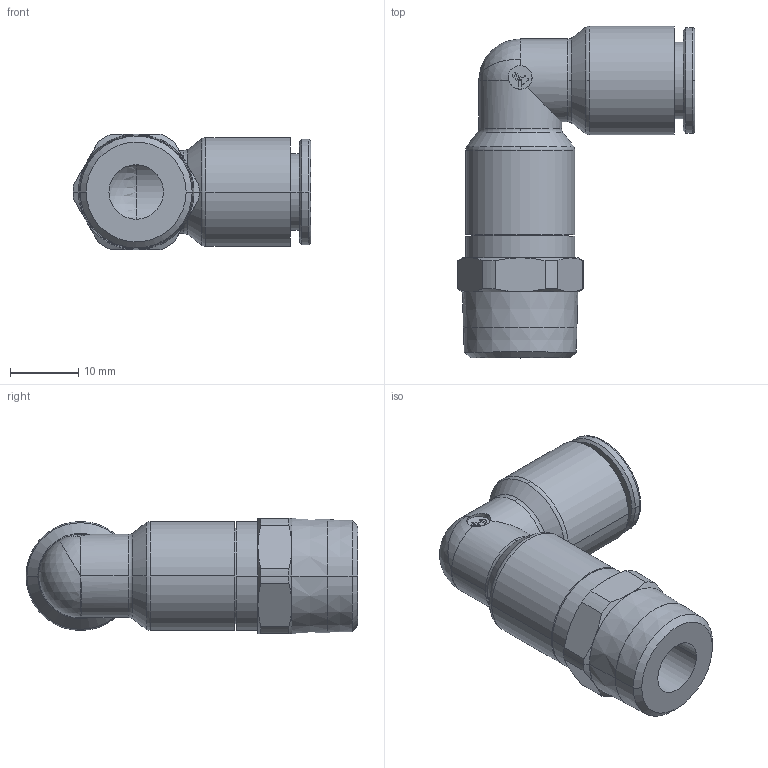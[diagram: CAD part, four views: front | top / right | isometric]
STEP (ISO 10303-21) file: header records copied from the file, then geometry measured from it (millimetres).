
FILE_DESCRIPTION(('STEP AP214'),'1');
FILE_NAME('3129_10_17.stp','2016-07-07T14:15:28',('TraceParts'),('TraceParts S.A.'),'Spatial InterOp 3D',' ',' ');
FILE_SCHEMA(('automotive_design'));
Length unit declared in the file: millimetre
Products named in the file (1): 1
Bounding box: 34.9 x 48.75 x 17 mm (x, y, z)
Volume: 7116.2 mm3; surface area: 5869.2 mm2
Topology: 1 solids, 1 shells, 118 faces, 298 edges, 188 vertices
Faces by surface type: cylinder 38, plane 35, cone 28, torus 10, sphere 7
Entity records: 4068 total; most frequent: CARTESIAN_POINT 1193, DIRECTION 649, ORIENTED_EDGE 584, EDGE_CURVE 292, AXIS2_PLACEMENT_3D 274, VERTEX_POINT 188, CIRCLE 153, EDGE_LOOP 132
